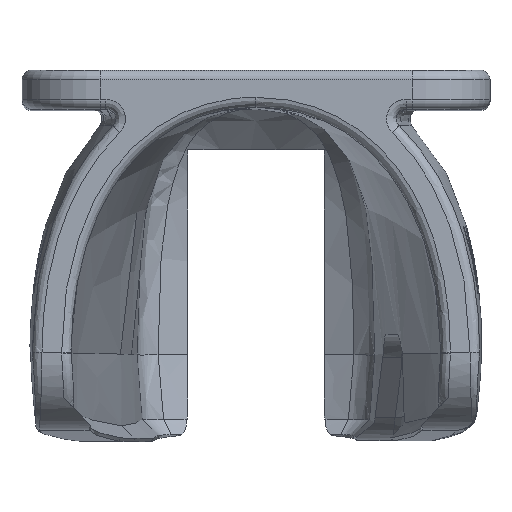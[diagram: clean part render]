
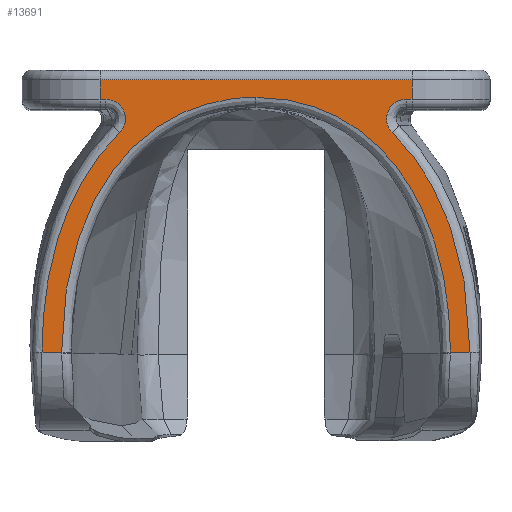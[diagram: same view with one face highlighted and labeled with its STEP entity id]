
A CAD part, top view. The second image highlights one B-rep face of the part: STEP entity #13691.
In plain terms, the highlighted planar face has unit normal (0, 0, 1).
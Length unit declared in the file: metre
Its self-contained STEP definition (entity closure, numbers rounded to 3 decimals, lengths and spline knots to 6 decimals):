
#179=PLANE('',#14515);
#632=LINE('',#20663,#1503);
#633=LINE('',#20683,#1504);
#634=LINE('',#20711,#1505);
#635=LINE('',#20730,#1506);
#636=LINE('',#20732,#1507);
#637=LINE('',#20734,#1508);
#638=LINE('',#20736,#1509);
#1503=VECTOR('',#15115,1.);
#1504=VECTOR('',#15116,1.);
#1505=VECTOR('',#15117,1.);
#1506=VECTOR('',#15118,1.);
#1507=VECTOR('',#15119,1.);
#1508=VECTOR('',#15120,1.);
#1509=VECTOR('',#15121,1.);
#2885=ORIENTED_EDGE('',*,*,#7239,.T.);
#2886=ORIENTED_EDGE('',*,*,#7240,.T.);
#2887=ORIENTED_EDGE('',*,*,#7241,.T.);
#2888=ORIENTED_EDGE('',*,*,#7242,.T.);
#2889=ORIENTED_EDGE('',*,*,#7243,.T.);
#2890=ORIENTED_EDGE('',*,*,#7244,.T.);
#2891=ORIENTED_EDGE('',*,*,#7245,.T.);
#2892=ORIENTED_EDGE('',*,*,#7246,.T.);
#2893=ORIENTED_EDGE('',*,*,#7247,.T.);
#2894=ORIENTED_EDGE('',*,*,#7248,.T.);
#2895=ORIENTED_EDGE('',*,*,#7249,.T.);
#2896=ORIENTED_EDGE('',*,*,#7250,.T.);
#2897=ORIENTED_EDGE('',*,*,#7251,.T.);
#7239=EDGE_CURVE('',#9408,#9409,#632,.T.);
#7240=EDGE_CURVE('',#9409,#9410,#10727,.F.);
#7241=EDGE_CURVE('',#9410,#9411,#10728,.T.);
#7242=EDGE_CURVE('',#9411,#9412,#633,.F.);
#7243=EDGE_CURVE('',#9412,#9413,#10729,.T.);
#7244=EDGE_CURVE('',#9413,#9414,#10730,.T.);
#7245=EDGE_CURVE('',#9414,#9415,#634,.F.);
#7246=EDGE_CURVE('',#9415,#9416,#10731,.T.);
#7247=EDGE_CURVE('',#9416,#9417,#10732,.F.);
#7248=EDGE_CURVE('',#9417,#9418,#635,.T.);
#7249=EDGE_CURVE('',#9418,#9419,#636,.T.);
#7250=EDGE_CURVE('',#9419,#9420,#637,.F.);
#7251=EDGE_CURVE('',#9420,#9408,#638,.F.);
#9408=VERTEX_POINT('',#20664);
#9409=VERTEX_POINT('',#20665);
#9410=VERTEX_POINT('',#20673);
#9411=VERTEX_POINT('',#20682);
#9412=VERTEX_POINT('',#20684);
#9413=VERTEX_POINT('',#20697);
#9414=VERTEX_POINT('',#20710);
#9415=VERTEX_POINT('',#20712);
#9416=VERTEX_POINT('',#20721);
#9417=VERTEX_POINT('',#20729);
#9418=VERTEX_POINT('',#20731);
#9419=VERTEX_POINT('',#20733);
#9420=VERTEX_POINT('',#20735);
#10727=B_SPLINE_CURVE_WITH_KNOTS('',3,(#20666,#20667,#20668,#20669,#20670,
#20671,#20672),.UNSPECIFIED.,.F.,.F.,(4,1,1,1,4),(0.,0.001183,
0.002367,0.00355,0.004733),
 .UNSPECIFIED.);
#10728=B_SPLINE_CURVE_WITH_KNOTS('',3,(#20674,#20675,#20676,#20677,#20678,
#20679,#20680,#20681),.UNSPECIFIED.,.F.,.F.,(4,1,1,1,1,4),(0.,0.006192,
0.009287,0.012383,0.018575,0.024766),
 .UNSPECIFIED.);
#10729=B_SPLINE_CURVE_WITH_KNOTS('',3,(#20685,#20686,#20687,#20688,#20689,
#20690,#20691,#20692,#20693,#20694,#20695,#20696),.UNSPECIFIED.,.F.,.F.,
(4,1,1,1,1,1,1,1,1,4),(0.,0.009156,0.013734,0.018312,
0.020601,0.02289,0.027468,0.029758,
0.032047,0.036625),.UNSPECIFIED.);
#10730=B_SPLINE_CURVE_WITH_KNOTS('',3,(#20698,#20699,#20700,#20701,#20702,
#20703,#20704,#20705,#20706,#20707,#20708,#20709),.UNSPECIFIED.,.F.,.F.,
(4,1,1,1,1,1,1,1,1,4),(0.,0.004602,0.006903,0.009204,
0.013807,0.016108,0.018409,0.023011,
0.027613,0.036818),.UNSPECIFIED.);
#10731=B_SPLINE_CURVE_WITH_KNOTS('',3,(#20713,#20714,#20715,#20716,#20717,
#20718,#20719,#20720),.UNSPECIFIED.,.F.,.F.,(4,1,1,1,1,4),(0.,0.006067,
0.012134,0.015168,0.018202,0.024269),
 .UNSPECIFIED.);
#10732=B_SPLINE_CURVE_WITH_KNOTS('',3,(#20722,#20723,#20724,#20725,#20726,
#20727,#20728),.UNSPECIFIED.,.F.,.F.,(4,1,1,1,4),(0.,0.001199,
0.002398,0.003597,0.004795),
 .UNSPECIFIED.);
#11554=EDGE_LOOP('',(#2885,#2886,#2887,#2888,#2889,#2890,#2891,#2892,#2893,
#2894,#2895,#2896,#2897));
#12446=FACE_BOUND('',#11554,.T.);
#13691=ADVANCED_FACE('',(#12446),#179,.T.);
#14515=AXIS2_PLACEMENT_3D('',#20662,#15113,#15114);
#15113=DIRECTION('',(0.,0.,1.));
#15114=DIRECTION('',(1.,0.,0.));
#15115=DIRECTION('',(1.,0.,0.));
#15116=DIRECTION('',(-1.,0.,0.));
#15117=DIRECTION('',(-1.,0.,0.));
#15118=DIRECTION('',(1.,0.,0.));
#15119=DIRECTION('',(0.,1.,0.));
#15120=DIRECTION('',(1.,0.,0.));
#15121=DIRECTION('',(0.,1.,0.));
#20662=CARTESIAN_POINT('',(0.,-0.034002,0.05));
#20663=CARTESIAN_POINT('',(0.,0.001,0.05));
#20664=CARTESIAN_POINT('',(-0.016,0.001,0.05));
#20665=CARTESIAN_POINT('',(-0.015421,0.001,0.05));
#20666=CARTESIAN_POINT('',(-0.013988,-0.002419,0.05));
#20667=CARTESIAN_POINT('',(-0.013702,-0.00214,0.05));
#20668=CARTESIAN_POINT('',(-0.013307,-0.001419,0.05));
#20669=CARTESIAN_POINT('',(-0.01343,-0.000179,0.05));
#20670=CARTESIAN_POINT('',(-0.014237,0.000768,0.05));
#20671=CARTESIAN_POINT('',(-0.015022,0.001,0.05));
#20672=CARTESIAN_POINT('',(-0.015421,0.001,0.05));
#20673=CARTESIAN_POINT('',(-0.013988,-0.002419,0.05));
#20674=CARTESIAN_POINT('',(-0.013988,-0.002419,0.05));
#20675=CARTESIAN_POINT('',(-0.015468,-0.003863,0.05));
#20676=CARTESIAN_POINT('',(-0.017344,-0.006348,0.05));
#20677=CARTESIAN_POINT('',(-0.019173,-0.009996,0.05));
#20678=CARTESIAN_POINT('',(-0.020614,-0.01387,0.05));
#20679=CARTESIAN_POINT('',(-0.021682,-0.018808,0.05));
#20680=CARTESIAN_POINT('',(-0.021947,-0.022869,0.05));
#20681=CARTESIAN_POINT('',(-0.02195,-0.02492,0.05));
#20682=CARTESIAN_POINT('',(-0.02195,-0.02492,0.05));
#20683=CARTESIAN_POINT('',(-0.016793,-0.02492,0.05));
#20684=CARTESIAN_POINT('',(-0.019943,-0.02492,0.05));
#20685=CARTESIAN_POINT('',(-0.019943,-0.02492,0.05));
#20686=CARTESIAN_POINT('',(-0.019937,-0.021842,0.05));
#20687=CARTESIAN_POINT('',(-0.01949,-0.01728,0.05));
#20688=CARTESIAN_POINT('',(-0.017645,-0.011376,0.05));
#20689=CARTESIAN_POINT('',(-0.015913,-0.007974,0.05));
#20690=CARTESIAN_POINT('',(-0.014095,-0.005462,0.05));
#20691=CARTESIAN_POINT('',(-0.012041,-0.003209,0.05));
#20692=CARTESIAN_POINT('',(-0.009543,-0.001326,0.05));
#20693=CARTESIAN_POINT('',(-0.006798,-0.000018,0.05));
#20694=CARTESIAN_POINT('',(-0.003845,0.000936,0.05));
#20695=CARTESIAN_POINT('',(-0.00155,0.0012,0.05));
#20696=CARTESIAN_POINT('',(0.,0.0012,0.05));
#20697=CARTESIAN_POINT('',(0.,0.0012,0.05));
#20698=CARTESIAN_POINT('',(0.,0.0012,0.05));
#20699=CARTESIAN_POINT('',(0.001549,0.0012,0.05));
#20700=CARTESIAN_POINT('',(0.003838,0.000937,0.05));
#20701=CARTESIAN_POINT('',(0.006796,-0.000017,0.05));
#20702=CARTESIAN_POINT('',(0.009543,-0.001327,0.05));
#20703=CARTESIAN_POINT('',(0.012039,-0.003208,0.05));
#20704=CARTESIAN_POINT('',(0.0141,-0.005468,0.05));
#20705=CARTESIAN_POINT('',(0.015919,-0.007985,0.05));
#20706=CARTESIAN_POINT('',(0.017646,-0.011379,0.05));
#20707=CARTESIAN_POINT('',(0.019492,-0.01729,0.05));
#20708=CARTESIAN_POINT('',(0.019937,-0.021842,0.05));
#20709=CARTESIAN_POINT('',(0.019943,-0.02492,0.05));
#20710=CARTESIAN_POINT('',(0.019943,-0.02492,0.05));
#20711=CARTESIAN_POINT('',(0.022234,-0.02492,0.05));
#20712=CARTESIAN_POINT('',(0.02195,-0.02492,0.05));
#20713=CARTESIAN_POINT('',(0.02195,-0.02492,0.05));
#20714=CARTESIAN_POINT('',(0.021947,-0.022869,0.05));
#20715=CARTESIAN_POINT('',(0.021682,-0.018808,0.05));
#20716=CARTESIAN_POINT('',(0.020614,-0.01387,0.05));
#20717=CARTESIAN_POINT('',(0.019173,-0.009996,0.05));
#20718=CARTESIAN_POINT('',(0.017344,-0.006348,0.05));
#20719=CARTESIAN_POINT('',(0.015468,-0.003863,0.05));
#20720=CARTESIAN_POINT('',(0.013988,-0.002419,0.05));
#20721=CARTESIAN_POINT('',(0.013988,-0.002419,0.05));
#20722=CARTESIAN_POINT('',(0.015421,0.001,0.05));
#20723=CARTESIAN_POINT('',(0.015022,0.001,0.05));
#20724=CARTESIAN_POINT('',(0.014236,0.000767,0.05));
#20725=CARTESIAN_POINT('',(0.01343,-0.00018,0.05));
#20726=CARTESIAN_POINT('',(0.013307,-0.00142,0.05));
#20727=CARTESIAN_POINT('',(0.013702,-0.00214,0.05));
#20728=CARTESIAN_POINT('',(0.013988,-0.002419,0.05));
#20729=CARTESIAN_POINT('',(0.015421,0.001,0.05));
#20730=CARTESIAN_POINT('',(0.,0.001,0.05));
#20731=CARTESIAN_POINT('',(0.016,0.001,0.05));
#20732=CARTESIAN_POINT('',(0.016,-0.034002,0.05));
#20733=CARTESIAN_POINT('',(0.016,0.003,0.05));
#20734=CARTESIAN_POINT('',(-0.016,0.003,0.05));
#20735=CARTESIAN_POINT('',(-0.016,0.003,0.05));
#20736=CARTESIAN_POINT('',(-0.016,0.,0.05));
